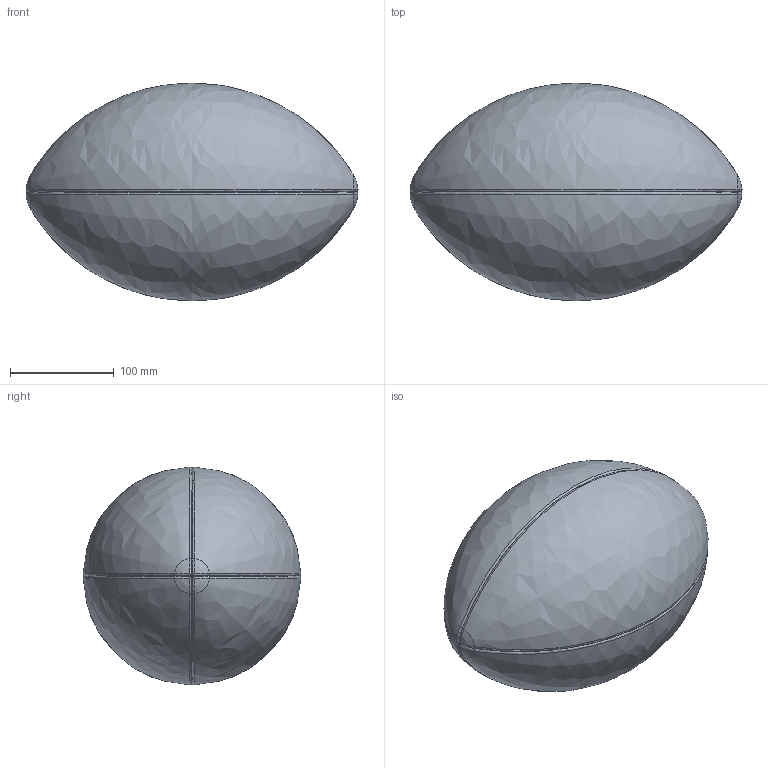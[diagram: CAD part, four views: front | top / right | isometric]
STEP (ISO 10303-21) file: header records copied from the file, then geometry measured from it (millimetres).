
FILE_DESCRIPTION(/* description */ (''),/* implementation_level */ '2;1');
FILE_NAME(/* name */ 'Rugby ball size 3 v3.step',/* time_stamp */ '2019-10-10T08:38:05+08:00',/* author */ (''),/* organization */ (''),/* preprocessor_version */ 'ST-DEVELOPER v18',/* originating_system */ 'Autodesk Translation Framework v8.6.0.1094',/* authorisation */ '');
FILE_SCHEMA (('AUTOMOTIVE_DESIGN { 1 0 10303 214 3 1 1 }'));
Length unit declared in the file: millimetre
Products named in the file (1): Rugby ball size 3
Bounding box: 320.1 x 209.89 x 209.89 mm (x, y, z)
Volume: 6736349.3 mm3; surface area: 178106.7 mm2
Topology: 1 solids, 1 shells, 76 faces, 164 edges, 90 vertices
Faces by surface type: bspline 28, cone 24, torus 16, sphere 8
Entity records: 12493 total; most frequent: CARTESIAN_POINT 11011, ORIENTED_EDGE 328, DIRECTION 282, EDGE_CURVE 164, AXIS2_PLACEMENT_3D 133, VERTEX_POINT 90, CIRCLE 84, FACE_OUTER_BOUND 76
